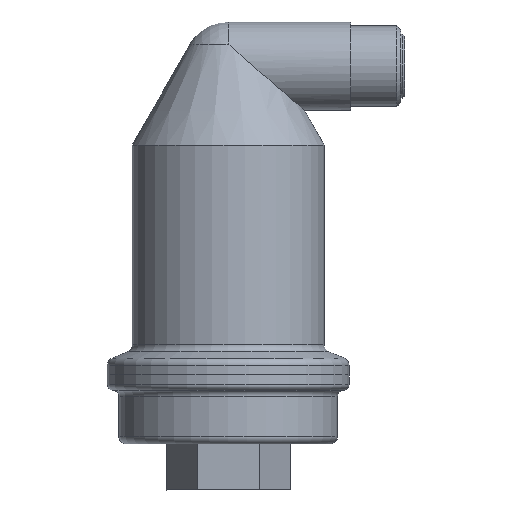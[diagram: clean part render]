
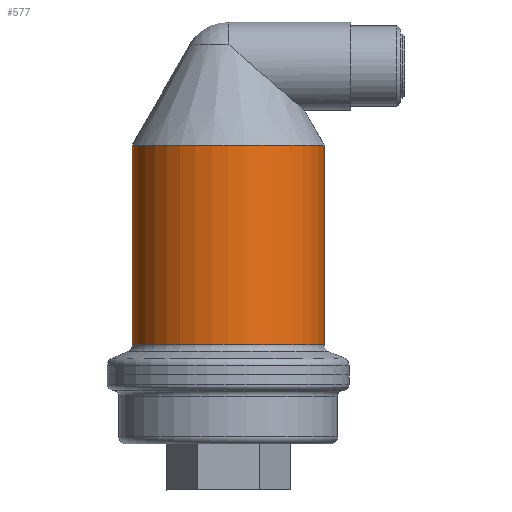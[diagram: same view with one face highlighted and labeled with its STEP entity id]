
A CAD part, front view. The second image highlights one B-rep face of the part: STEP entity #577.
In plain terms, the highlighted cylindrical face has radius 25 mm (diameter 50 mm), a full revolution.
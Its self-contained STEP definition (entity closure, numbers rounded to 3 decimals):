
#150=FACE_BOUND($,#254,.T.);
#191=FACE_OUTER_BOUND($,#253,.T.);
#253=EDGE_LOOP($,(#523));
#254=EDGE_LOOP($,(#524));
#284=CIRCLE($,#648,25.);
#285=CIRCLE($,#650,25.);
#334=VERTEX_POINT($,#1097);
#335=VERTEX_POINT($,#1100);
#399=EDGE_CURVE($,#334,#334,#284,.T.);
#400=EDGE_CURVE($,#335,#335,#285,.T.);
#523=ORIENTED_EDGE($,*,*,#399,.T.);
#524=ORIENTED_EDGE($,*,*,#400,.F.);
#538=CYLINDRICAL_SURFACE($,#649,25.);
#577=ADVANCED_FACE($,(#191,#150),#538,.T.);
#648=AXIS2_PLACEMENT_3D($,#1098,#818,#819);
#649=AXIS2_PLACEMENT_3D($,#1099,#820,#821);
#650=AXIS2_PLACEMENT_3D($,#1101,#822,#823);
#818=DIRECTION('center_axis',(0.,0.,
1.));
#819=DIRECTION('ref_axis',(-1.,0.,0.));
#820=DIRECTION('center_axis',(0.,0.,
1.));
#821=DIRECTION('ref_axis',(1.,0.,0.));
#822=DIRECTION('center_axis',(0.,0.,
1.));
#823=DIRECTION('ref_axis',(1.,0.,0.));
#1097=CARTESIAN_POINT('',(25.,0.,37.858));
#1098=CARTESIAN_POINT('Origin',(0.,0.,37.858));
#1099=CARTESIAN_POINT('Origin',(0.,0.,63.894));
#1100=CARTESIAN_POINT('',(25.,0.,89.931));
#1101=CARTESIAN_POINT('Origin',(0.,0.,89.931));
